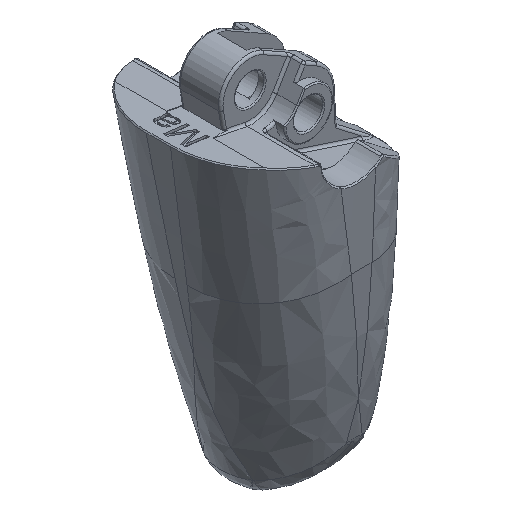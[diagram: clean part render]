
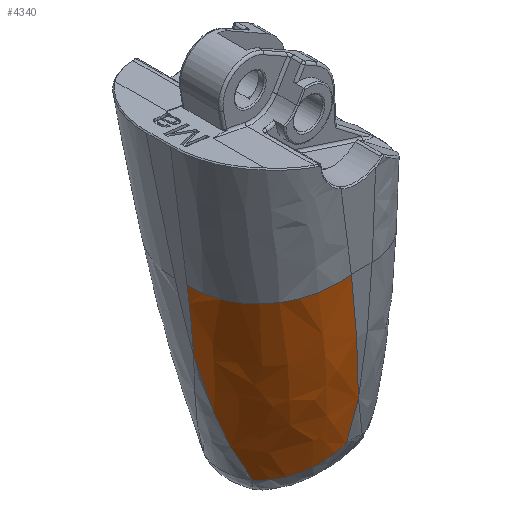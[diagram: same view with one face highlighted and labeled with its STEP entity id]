
A CAD part, isometric view. The second image highlights one B-rep face of the part: STEP entity #4340.
In plain terms, the highlighted free-form (B-spline) face has degree [3, 3] with [6, 4] control points.
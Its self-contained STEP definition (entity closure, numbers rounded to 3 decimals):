
#97=CIRCLE('',#4431,7.);
#243=ELLIPSE('',#4429,74.939,64.61);
#273=ELLIPSE('',#4661,0.159,0.096);
#566=FACE_OUTER_BOUND('',#828,.T.);
#828=EDGE_LOOP('',(#3855,#3856,#3857,#3858,#3859,#3860,#3861));
#1565=B_SPLINE_CURVE_WITH_KNOTS('',3,(#9581,#9582,#9583,#9584,#9585),
 .UNSPECIFIED.,.F.,.F.,(4,1,4),(-0.426,-0.244,0.),
 .UNSPECIFIED.);
#1579=B_SPLINE_CURVE_WITH_KNOTS('',3,(#10367,#10368,#10369,#10370,#10371,
#10372,#10373,#10374,#10375,#10376,#10377,#10378,#10379),.UNSPECIFIED.,
 .F.,.F.,(4,3,3,3,4),(-0.333,-0.196,-0.057,
0.,0.004),.UNSPECIFIED.);
#1580=B_SPLINE_CURVE_WITH_KNOTS('',3,(#10404,#10405,#10406,#10407),
 .UNSPECIFIED.,.F.,.F.,(4,4),(-2.52,-1.526),
 .UNSPECIFIED.);
#1581=B_SPLINE_CURVE_WITH_KNOTS('',3,(#10408,#10409,#10410,#10411,#10412,
#10413,#10414,#10415,#10416,#10417,#10418,#10419,#10420,#10421,#10422,#10423,
#10424,#10425,#10426,#10427,#10428,#10429,#10430,#10431,#10432,#10433,#10434,
#10435,#10436,#10437,#10438,#10439,#10440,#10441),.UNSPECIFIED.,.F.,.F.,
(4,2,2,2,2,2,2,2,2,2,2,2,2,2,2,2,4),(-1.089,-1.086,
-0.992,-0.906,-0.822,-0.74,
-0.71,-0.638,-0.569,-0.523,
-0.463,-0.405,-0.348,-0.31,
-0.254,-0.201,-0.147),.UNSPECIFIED.);
#1798=VERTEX_POINT('',#7895);
#1799=VERTEX_POINT('',#7897);
#1800=VERTEX_POINT('',#7924);
#1978=VERTEX_POINT('',#9529);
#1982=VERTEX_POINT('',#9574);
#1983=VERTEX_POINT('',#9606);
#2001=VERTEX_POINT('',#10320);
#2297=EDGE_CURVE('',#1798,#1799,#243,.T.);
#2299=EDGE_CURVE('',#1799,#1800,#97,.T.);
#2610=EDGE_CURVE('',#1982,#1978,#1565,.T.);
#2611=EDGE_CURVE('',#1983,#1982,#273,.T.);
#2643=EDGE_CURVE('',#1978,#2001,#1579,.T.);
#2644=EDGE_CURVE('',#1800,#2001,#1580,.T.);
#2645=EDGE_CURVE('',#1798,#1983,#1581,.T.);
#3855=ORIENTED_EDGE('',*,*,#2610,.T.);
#3856=ORIENTED_EDGE('',*,*,#2643,.T.);
#3857=ORIENTED_EDGE('',*,*,#2644,.F.);
#3858=ORIENTED_EDGE('',*,*,#2299,.F.);
#3859=ORIENTED_EDGE('',*,*,#2297,.F.);
#3860=ORIENTED_EDGE('',*,*,#2645,.T.);
#3861=ORIENTED_EDGE('',*,*,#2611,.T.);
#4101=B_SPLINE_SURFACE_WITH_KNOTS('',3,3,((#10380,#10381,#10382,#10383),
(#10384,#10385,#10386,#10387),(#10388,#10389,#10390,#10391),(#10392,#10393,
#10394,#10395),(#10396,#10397,#10398,#10399),(#10400,#10401,#10402,#10403)),
 .UNSPECIFIED.,.F.,.F.,.F.,(4,1,1,4),(4,4),(0.,0.286,0.571,
1.),(1.005,2.52),.UNSPECIFIED.);
#4340=ADVANCED_FACE('',(#566),#4101,.T.);
#4429=AXIS2_PLACEMENT_3D('',#7898,#4931,#4932);
#4431=AXIS2_PLACEMENT_3D('',#7925,#4935,#4936);
#4661=AXIS2_PLACEMENT_3D('',#9607,#5529,#5530);
#4931=DIRECTION('center_axis',(-0.982,0.086,-0.169));
#4932=DIRECTION('ref_axis',(0.181,0.165,-0.969));
#4935=DIRECTION('center_axis',(-0.173,-0.05,0.984));
#4936=DIRECTION('ref_axis',(-0.985,0.,-0.174));
#5529=DIRECTION('center_axis',(-0.809,-0.534,-0.244));
#5530=DIRECTION('ref_axis',(0.523,-0.845,0.115));
#7895=CARTESIAN_POINT('',(-4.572,0.,-74.563));
#7897=CARTESIAN_POINT('',(-5.633,-0.509,-68.647));
#7898=CARTESIAN_POINT('Origin',(-0.269,64.061,-67.055));
#7924=CARTESIAN_POINT('',(1.26,-7.5,-67.788));
#7925=CARTESIAN_POINT('Origin',(1.26,-0.509,-67.432));
#9529=CARTESIAN_POINT('',(2.726,-5.604,-81.858));
#9574=CARTESIAN_POINT('',(-1.624,-2.153,-84.109));
#9581=CARTESIAN_POINT('Ctrl Pts',(-1.624,-2.153,-84.109));
#9582=CARTESIAN_POINT('Ctrl Pts',(-1.141,-2.932,-84.004));
#9583=CARTESIAN_POINT('Ctrl Pts',(0.214,-4.485,-83.45));
#9584=CARTESIAN_POINT('Ctrl Pts',(1.806,-5.339,-82.475));
#9585=CARTESIAN_POINT('Ctrl Pts',(2.726,-5.604,-81.858));
#9606=CARTESIAN_POINT('',(-1.655,-2.102,-84.108));
#9607=CARTESIAN_POINT('Origin',(-1.649,-2.157,-84.016));
#10320=CARTESIAN_POINT('',(3.021,-6.339,-78.317));
#10367=CARTESIAN_POINT('Ctrl Pts',(2.726,-5.604,-81.858));
#10368=CARTESIAN_POINT('Ctrl Pts',(2.767,-5.721,-81.381));
#10369=CARTESIAN_POINT('Ctrl Pts',(2.808,-5.832,-80.902));
#10370=CARTESIAN_POINT('Ctrl Pts',(2.848,-5.935,-80.422));
#10371=CARTESIAN_POINT('Ctrl Pts',(2.889,-6.039,-79.937));
#10372=CARTESIAN_POINT('Ctrl Pts',(2.929,-6.136,-79.45));
#10373=CARTESIAN_POINT('Ctrl Pts',(2.969,-6.225,-78.962));
#10374=CARTESIAN_POINT('Ctrl Pts',(2.985,-6.262,-78.763));
#10375=CARTESIAN_POINT('Ctrl Pts',(3.001,-6.297,-78.563));
#10376=CARTESIAN_POINT('Ctrl Pts',(3.018,-6.331,-78.364));
#10377=CARTESIAN_POINT('Ctrl Pts',(3.019,-6.334,-78.348));
#10378=CARTESIAN_POINT('Ctrl Pts',(3.02,-6.337,-78.333));
#10379=CARTESIAN_POINT('Ctrl Pts',(3.021,-6.339,-78.317));
#10380=CARTESIAN_POINT('Ctrl Pts',(-2.903,1.578,-83.485));
#10381=CARTESIAN_POINT('Ctrl Pts',(-3.836,0.444,-78.619));
#10382=CARTESIAN_POINT('Ctrl Pts',(-4.752,-0.256,
-73.648));
#10383=CARTESIAN_POINT('Ctrl Pts',(-5.633,-0.509,
-68.647));
#10384=CARTESIAN_POINT('Ctrl Pts',(-2.86,0.585,
-83.71));
#10385=CARTESIAN_POINT('Ctrl Pts',(-3.805,-0.57,
-78.789));
#10386=CARTESIAN_POINT('Ctrl Pts',(-4.732,-1.286,
-73.759));
#10387=CARTESIAN_POINT('Ctrl Pts',(-5.624,-1.549,
-68.698));
#10388=CARTESIAN_POINT('Ctrl Pts',(-2.329,-1.395,
-84.072));
#10389=CARTESIAN_POINT('Ctrl Pts',(-3.29,-2.593,-79.042));
#10390=CARTESIAN_POINT('Ctrl Pts',(-4.233,-3.34,
-73.898));
#10391=CARTESIAN_POINT('Ctrl Pts',(-5.139,-3.624,
-68.719));
#10392=CARTESIAN_POINT('Ctrl Pts',(-0.025,-4.224,
-84.294));
#10393=CARTESIAN_POINT('Ctrl Pts',(-0.985,-5.472,
-79.109));
#10394=CARTESIAN_POINT('Ctrl Pts',(-1.927,-6.255,
-73.804));
#10395=CARTESIAN_POINT('Ctrl Pts',(-2.833,-6.558,
-68.462));
#10396=CARTESIAN_POINT('Ctrl Pts',(2.47,-5.173,-84.038));
#10397=CARTESIAN_POINT('Ctrl Pts',(1.53,-6.419,-78.801));
#10398=CARTESIAN_POINT('Ctrl Pts',(0.609,-7.195,
-73.448));
#10399=CARTESIAN_POINT('Ctrl Pts',(-0.278,-7.486,
-68.059));
#10400=CARTESIAN_POINT('Ctrl Pts',(3.972,-5.237,-83.765));
#10401=CARTESIAN_POINT('Ctrl Pts',(3.045,-6.467,-78.526));
#10402=CARTESIAN_POINT('Ctrl Pts',(2.135,-7.226,-73.173));
#10403=CARTESIAN_POINT('Ctrl Pts',(1.26,-7.5,-67.788));
#10404=CARTESIAN_POINT('Ctrl Pts',(1.26,-7.5,-67.788));
#10405=CARTESIAN_POINT('Ctrl Pts',(1.834,-7.32,-71.319));
#10406=CARTESIAN_POINT('Ctrl Pts',(2.423,-6.932,-74.837));
#10407=CARTESIAN_POINT('Ctrl Pts',(3.021,-6.339,-78.317));
#10408=CARTESIAN_POINT('Ctrl Pts',(-4.572,0.,
-74.563));
#10409=CARTESIAN_POINT('Ctrl Pts',(-4.57,-0.002,
-74.575));
#10410=CARTESIAN_POINT('Ctrl Pts',(-4.568,-0.003,
-74.586));
#10411=CARTESIAN_POINT('Ctrl Pts',(-4.509,-0.055,
-74.912));
#10412=CARTESIAN_POINT('Ctrl Pts',(-4.449,-0.107,
-75.227));
#10413=CARTESIAN_POINT('Ctrl Pts',(-4.33,-0.21,
-75.833));
#10414=CARTESIAN_POINT('Ctrl Pts',(-4.272,-0.261,
-76.123));
#10415=CARTESIAN_POINT('Ctrl Pts',(-4.15,-0.366,
-76.697));
#10416=CARTESIAN_POINT('Ctrl Pts',(-4.088,-0.419,
-76.982));
#10417=CARTESIAN_POINT('Ctrl Pts',(-3.96,-0.528,
-77.543));
#10418=CARTESIAN_POINT('Ctrl Pts',(-3.895,-0.583,
-77.82));
#10419=CARTESIAN_POINT('Ctrl Pts',(-3.802,-0.66,
-78.196));
#10420=CARTESIAN_POINT('Ctrl Pts',(-3.777,-0.681,
-78.296));
#10421=CARTESIAN_POINT('Ctrl Pts',(-3.689,-0.752,
-78.64));
#10422=CARTESIAN_POINT('Ctrl Pts',(-3.624,-0.804,
-78.884));
#10423=CARTESIAN_POINT('Ctrl Pts',(-3.491,-0.909,
-79.366));
#10424=CARTESIAN_POINT('Ctrl Pts',(-3.423,-0.962,
-79.602));
#10425=CARTESIAN_POINT('Ctrl Pts',(-3.306,-1.051,
-79.994));
#10426=CARTESIAN_POINT('Ctrl Pts',(-3.258,-1.087,
-80.149));
#10427=CARTESIAN_POINT('Ctrl Pts',(-3.145,-1.17,-80.508));
#10428=CARTESIAN_POINT('Ctrl Pts',(-3.079,-1.218,
-80.71));
#10429=CARTESIAN_POINT('Ctrl Pts',(-2.943,-1.314,
-81.111));
#10430=CARTESIAN_POINT('Ctrl Pts',(-2.873,-1.362,
-81.309));
#10431=CARTESIAN_POINT('Ctrl Pts',(-2.731,-1.459,
-81.698));
#10432=CARTESIAN_POINT('Ctrl Pts',(-2.659,-1.506,
-81.889));
#10433=CARTESIAN_POINT('Ctrl Pts',(-2.532,-1.588,
-82.21));
#10434=CARTESIAN_POINT('Ctrl Pts',(-2.479,-1.622,
-82.34));
#10435=CARTESIAN_POINT('Ctrl Pts',(-2.347,-1.705,
-82.658));
#10436=CARTESIAN_POINT('Ctrl Pts',(-2.266,-1.755,
-82.846));
#10437=CARTESIAN_POINT('Ctrl Pts',(-2.1,-1.854,
-83.213));
#10438=CARTESIAN_POINT('Ctrl Pts',(-2.015,-1.903,
-83.393));
#10439=CARTESIAN_POINT('Ctrl Pts',(-1.84,-2.002,-83.752));
#10440=CARTESIAN_POINT('Ctrl Pts',(-1.75,-2.052,
-83.93));
#10441=CARTESIAN_POINT('Ctrl Pts',(-1.655,-2.102,
-84.108));
